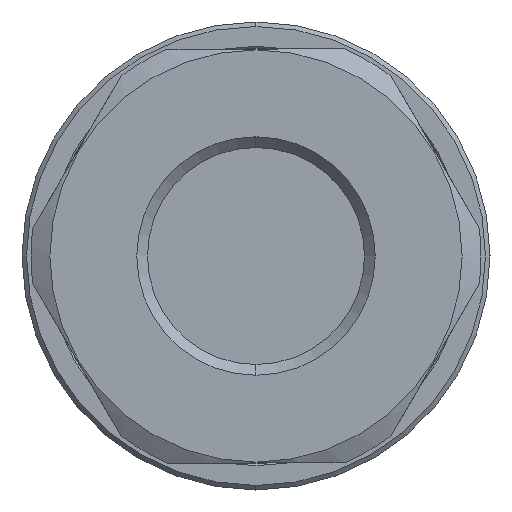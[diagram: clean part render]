
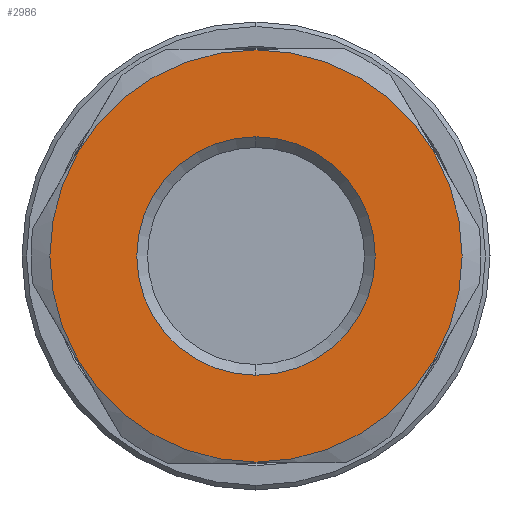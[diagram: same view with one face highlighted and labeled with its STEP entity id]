
A CAD part, left-side view. The second image highlights one B-rep face of the part: STEP entity #2986.
In plain terms, the highlighted planar face has unit normal (-1, 0, 0).
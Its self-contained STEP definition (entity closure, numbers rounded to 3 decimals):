
#1812 = VERTEX_POINT ( 'NONE', #2290 ) ;
#1924 = VERTEX_POINT ( 'NONE', #2465 ) ;
#2088 = CARTESIAN_POINT ( 'NONE',  ( 0., 0., 22.9 ) ) ;
#2290 = CARTESIAN_POINT ( 'NONE',  ( 0., 0., -22.9 ) ) ;
#2465 = CARTESIAN_POINT ( 'NONE',  ( 0., 0., -13.25 ) ) ;
#2986 = ADVANCED_FACE ( 'NONE', ( #6436, #6437 ), #6199, .T. ) ;
#4753 = CARTESIAN_POINT ( 'NONE',  ( 0., 0., 0. ) ) ;
#4754 = DIRECTION ( 'NONE',  ( 1., 0., 0. ) ) ;
#4755 = DIRECTION ( 'NONE',  ( 0., 0., -1. ) ) ;
#4824 = CARTESIAN_POINT ( 'NONE',  ( 0., 0., 0. ) ) ;
#4825 = DIRECTION ( 'NONE',  ( 1., 0., 0. ) ) ;
#4826 = DIRECTION ( 'NONE',  ( 0., 0., -1. ) ) ;
#4929 = CARTESIAN_POINT ( 'NONE',  ( 0., 0., 0. ) ) ;
#4930 = DIRECTION ( 'NONE',  ( 1., 0., 0. ) ) ;
#4931 = DIRECTION ( 'NONE',  ( 0., 0., -1. ) ) ;
#4935 = CARTESIAN_POINT ( 'NONE',  ( 0., 0., 0. ) ) ;
#4936 = DIRECTION ( 'NONE',  ( 1., 0., 0. ) ) ;
#4937 = DIRECTION ( 'NONE',  ( 0., 0., -1. ) ) ;
#5116 = VERTEX_POINT ( 'NONE', #2088 ) ;
#5708 = EDGE_LOOP ( 'NONE', ( #8885, #8886 ) ) ;
#5823 = EDGE_LOOP ( 'NONE', ( #8887, #8888 ) ) ;
#6199 = PLANE ( 'NONE',  #9240 ) ;
#6200 = DIRECTION ( 'NONE',  ( -1., 0., 0. ) ) ;
#6205 = CARTESIAN_POINT ( 'NONE',  ( 0., 22.9, 0. ) ) ;
#6436 = FACE_BOUND ( 'NONE', #5708, .T. ) ;
#6437 = FACE_OUTER_BOUND ( 'NONE', #5823, .T. ) ;
#7544 = CARTESIAN_POINT ( 'NONE',  ( 0., 0., 13.25 ) ) ;
#8230 = CIRCLE ( 'NONE', #10270, 22.9 ) ;
#8247 = CIRCLE ( 'NONE', #10277, 13.25 ) ;
#8279 = CIRCLE ( 'NONE', #10296, 13.25 ) ;
#8281 = CIRCLE ( 'NONE', #10298, 22.9 ) ;
#8485 = VERTEX_POINT ( 'NONE', #7544 ) ;
#8885 = ORIENTED_EDGE ( 'NONE', *, *, #10687, .T. ) ;
#8886 = ORIENTED_EDGE ( 'NONE', *, *, #10715, .T. ) ;
#8887 = ORIENTED_EDGE ( 'NONE', *, *, #10671, .F. ) ;
#8888 = ORIENTED_EDGE ( 'NONE', *, *, #10717, .F. ) ;
#9240 = AXIS2_PLACEMENT_3D ( 'NONE', #6205, #6200, #11175 ) ;
#10270 = AXIS2_PLACEMENT_3D ( 'NONE', #4753, #4754, #4755 ) ;
#10277 = AXIS2_PLACEMENT_3D ( 'NONE', #4824, #4825, #4826 ) ;
#10296 = AXIS2_PLACEMENT_3D ( 'NONE', #4929, #4930, #4931 ) ;
#10298 = AXIS2_PLACEMENT_3D ( 'NONE', #4935, #4936, #4937 ) ;
#10671 = EDGE_CURVE ( 'NONE', #1812, #5116, #8230, .T. ) ;
#10687 = EDGE_CURVE ( 'NONE', #8485, #1924, #8247, .T. ) ;
#10715 = EDGE_CURVE ( 'NONE', #1924, #8485, #8279, .T. ) ;
#10717 = EDGE_CURVE ( 'NONE', #5116, #1812, #8281, .T. ) ;
#11175 = DIRECTION ( 'NONE',  ( 0., 0., 1. ) ) ;
